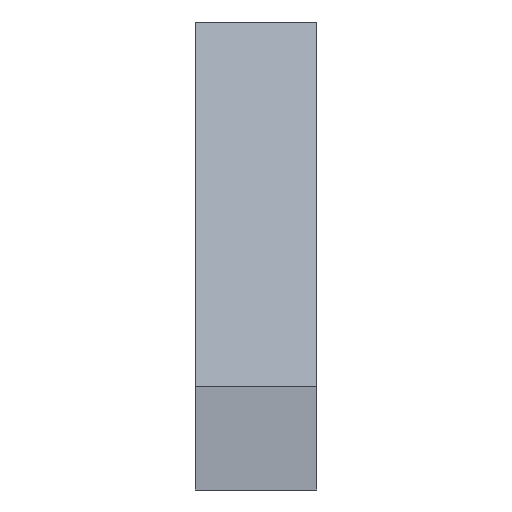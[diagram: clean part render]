
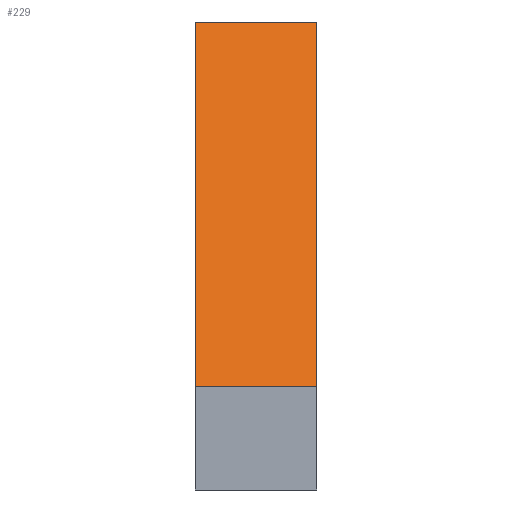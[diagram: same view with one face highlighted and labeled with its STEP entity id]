
A CAD part, left-side view. The second image highlights one B-rep face of the part: STEP entity #229.
In plain terms, the highlighted free-form (B-spline) face has degree [1, 1] with [2, 2] control points.
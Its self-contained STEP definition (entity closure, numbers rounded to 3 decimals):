
#198 = VERTEX_POINT('',#199);
#199 = CARTESIAN_POINT('',(-133.472,0.,407.03));
#214 = VERTEX_POINT('',#215);
#215 = CARTESIAN_POINT('',(-133.472,111.154,
    407.03));
#220 = EDGE_CURVE('',#198,#214,#221,.T.);
#221 = B_SPLINE_CURVE_WITH_KNOTS('',1,(#222,#223),.UNSPECIFIED.,.F.,.F.,
  (2,2),(0.,100.),.PIECEWISE_BEZIER_KNOTS.);
#222 = CARTESIAN_POINT('',(-133.472,0.,407.03));
#223 = CARTESIAN_POINT('',(-133.472,111.154,
    407.03));
#229 = ADVANCED_FACE('',(#230),#252,.T.);
#230 = FACE_BOUND('',#231,.T.);
#231 = EDGE_LOOP('',(#232,#239,#240,#247));
#232 = ORIENTED_EDGE('',*,*,#233,.T.);
#233 = EDGE_CURVE('',#234,#198,#236,.T.);
#234 = VERTEX_POINT('',#235);
#235 = CARTESIAN_POINT('',(-267.684,0.,73.463));
#236 = B_SPLINE_CURVE_WITH_KNOTS('',1,(#237,#238),.UNSPECIFIED.,.F.,.F.,
  (2,2),(0.,323.475),.PIECEWISE_BEZIER_KNOTS.);
#237 = CARTESIAN_POINT('',(-267.684,0.,73.463));
#238 = CARTESIAN_POINT('',(-133.472,0.,407.03));
#239 = ORIENTED_EDGE('',*,*,#220,.T.);
#240 = ORIENTED_EDGE('',*,*,#241,.F.);
#241 = EDGE_CURVE('',#242,#214,#244,.T.);
#242 = VERTEX_POINT('',#243);
#243 = CARTESIAN_POINT('',(-267.684,111.154,
    73.463));
#244 = B_SPLINE_CURVE_WITH_KNOTS('',1,(#245,#246),.UNSPECIFIED.,.F.,.F.,
  (2,2),(0.,323.475),.PIECEWISE_BEZIER_KNOTS.);
#245 = CARTESIAN_POINT('',(-267.684,111.154,
    73.463));
#246 = CARTESIAN_POINT('',(-133.472,111.154,
    407.03));
#247 = ORIENTED_EDGE('',*,*,#248,.F.);
#248 = EDGE_CURVE('',#234,#242,#249,.T.);
#249 = B_SPLINE_CURVE_WITH_KNOTS('',1,(#250,#251),.UNSPECIFIED.,.F.,.F.,
  (2,2),(0.,100.),.PIECEWISE_BEZIER_KNOTS.);
#250 = CARTESIAN_POINT('',(-267.684,0.,73.463));
#251 = CARTESIAN_POINT('',(-267.684,111.154,
    73.463));
#252 = B_SPLINE_SURFACE_WITH_KNOTS('',1,1,(
    (#253,#254)
    ,(#255,#256
    )),.UNSPECIFIED.,.F.,.F.,.F.,(2,2),(2,2),(0.,323.475),(0.,
    100.),.PIECEWISE_BEZIER_KNOTS.);
#253 = CARTESIAN_POINT('',(-267.684,0.,73.463));
#254 = CARTESIAN_POINT('',(-267.684,111.154,
    73.463));
#255 = CARTESIAN_POINT('',(-133.472,0.,407.03));
#256 = CARTESIAN_POINT('',(-133.472,111.154,
    407.03));
